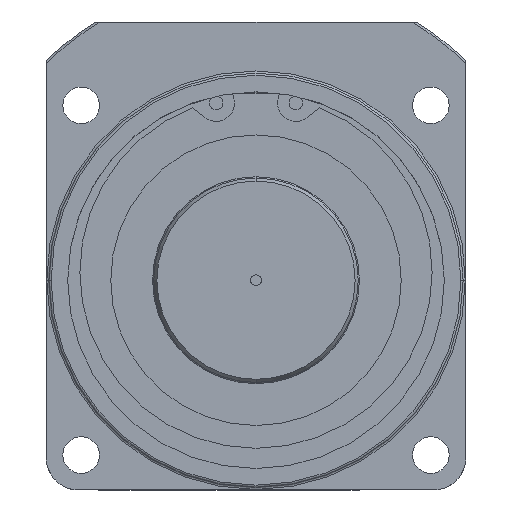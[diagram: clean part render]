
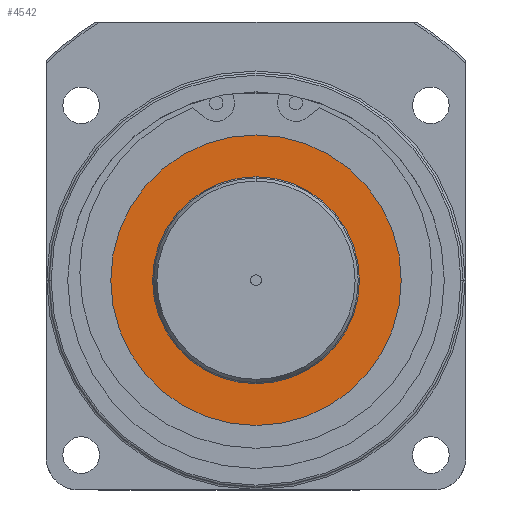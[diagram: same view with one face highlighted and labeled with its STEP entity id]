
A CAD part, front view. The second image highlights one B-rep face of the part: STEP entity #4542.
In plain terms, the highlighted planar face has unit normal (0, -1, 0).
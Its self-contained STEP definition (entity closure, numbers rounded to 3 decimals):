
#318 = ORIENTED_EDGE ( 'NONE', *, *, #2584, .T. ) ;
#319 = ORIENTED_EDGE ( 'NONE', *, *, #1241, .T. ) ;
#1241 = EDGE_CURVE ( 'NONE', #6193, #6178, #4903, .T. ) ;
#2584 = EDGE_CURVE ( 'NONE', #6178, #6193, #5075, .T. ) ;
#3112 = EDGE_LOOP ( 'NONE', ( #318, #319 ) ) ;
#3922 = PLANE ( 'NONE',  #8929 ) ;
#3923 = CARTESIAN_POINT ( 'NONE',  ( 0., -123.2, 0. ) ) ;
#3924 = DIRECTION ( 'NONE',  ( 0., -1., 0. ) ) ;
#3925 = DIRECTION ( 'NONE',  ( 1., 0., 0. ) ) ;
#4542 = ADVANCED_FACE ( 'NONE', ( #8924 ), #3922, .T. ) ;
#4903 = CIRCLE ( 'NONE', #7234, 27. ) ;
#5075 = CIRCLE ( 'NONE', #8701, 27. ) ;
#6178 = VERTEX_POINT ( 'NONE', #9846 ) ;
#6193 = VERTEX_POINT ( 'NONE', #9861 ) ;
#7234 = AXIS2_PLACEMENT_3D ( 'NONE', #11571, #11572, #11573 ) ;
#8701 = AXIS2_PLACEMENT_3D ( 'NONE', #10667, #10674, #10675 ) ;
#8924 = FACE_OUTER_BOUND ( 'NONE', #3112, .T. ) ;
#8929 = AXIS2_PLACEMENT_3D ( 'NONE', #3923, #3924, #3925 ) ;
#9846 = CARTESIAN_POINT ( 'NONE',  ( 27., -123.2, 0. ) ) ;
#9861 = CARTESIAN_POINT ( 'NONE',  ( -27., -123.2, 0. ) ) ;
#10667 = CARTESIAN_POINT ( 'NONE',  ( 0., -123.2, 0. ) ) ;
#10674 = DIRECTION ( 'NONE',  ( 0., -1., 0. ) ) ;
#10675 = DIRECTION ( 'NONE',  ( 1., 0., 0. ) ) ;
#11571 = CARTESIAN_POINT ( 'NONE',  ( 0., -123.2, 0. ) ) ;
#11572 = DIRECTION ( 'NONE',  ( 0., -1., 0. ) ) ;
#11573 = DIRECTION ( 'NONE',  ( 1., 0., 0. ) ) ;
